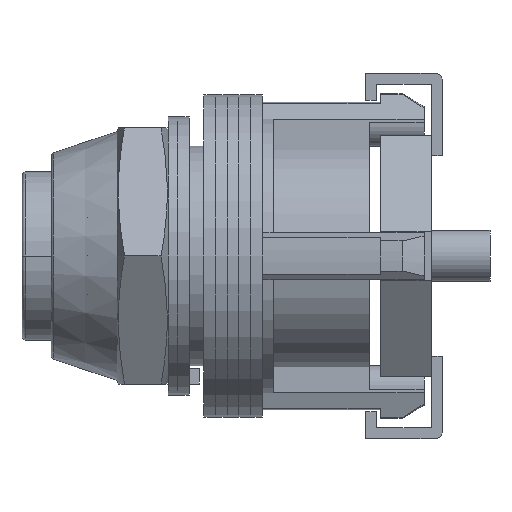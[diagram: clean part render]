
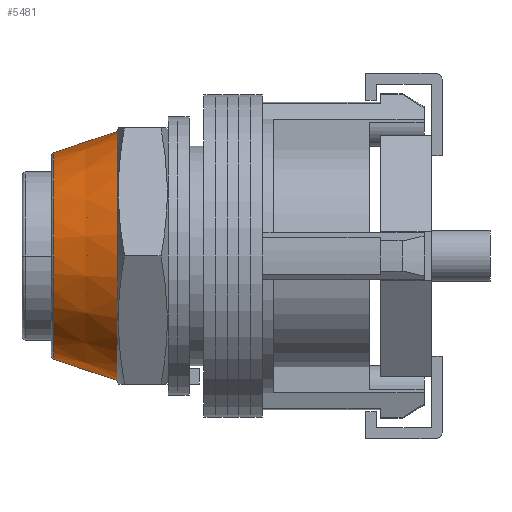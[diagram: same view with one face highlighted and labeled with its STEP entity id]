
A CAD part, left-side view. The second image highlights one B-rep face of the part: STEP entity #5481.
In plain terms, the highlighted conical face has half-angle 18.435 degrees and reference radius 17 mm.
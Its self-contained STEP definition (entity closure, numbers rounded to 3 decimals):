
#61 = DIRECTION ( 'NONE',  ( 0., 0., -1. ) ) ;
#254 = CARTESIAN_POINT ( 'NONE',  ( 0., 19.85, -17. ) ) ;
#422 = VERTEX_POINT ( 'NONE', #2330 ) ;
#683 = DIRECTION ( 'NONE',  ( 0., 0., -1. ) ) ;
#743 = CARTESIAN_POINT ( 'NONE',  ( 0., 28.508, -14.114 ) ) ;
#1139 = CARTESIAN_POINT ( 'NONE',  ( 0., 19.85, 0. ) ) ;
#1234 = EDGE_CURVE ( 'NONE', #5058, #4148, #4194, .T. ) ;
#1273 = EDGE_CURVE ( 'NONE', #4148, #422, #6546, .T. ) ;
#1287 = EDGE_CURVE ( 'NONE', #3478, #422, #6148, .T. ) ;
#1890 = AXIS2_PLACEMENT_3D ( 'NONE', #4749, #6795, #4650 ) ;
#1936 = FACE_OUTER_BOUND ( 'NONE', #3342, .T. ) ;
#1967 = ORIENTED_EDGE ( 'NONE', *, *, #6690, .T. ) ;
#2159 = VECTOR ( 'NONE', #2295, 1000. ) ;
#2241 = CARTESIAN_POINT ( 'NONE',  ( 0., 19.85, 0. ) ) ;
#2295 = DIRECTION ( 'NONE',  ( 0., -0.949, 0.316 ) ) ;
#2330 = CARTESIAN_POINT ( 'NONE',  ( 0., 19.85, -17. ) ) ;
#2868 = AXIS2_PLACEMENT_3D ( 'NONE', #1139, #5371, #61 ) ;
#3134 = VECTOR ( 'NONE', #3493, 1000. ) ;
#3280 = CARTESIAN_POINT ( 'NONE',  ( 0., 19.85, 17. ) ) ;
#3310 = DIRECTION ( 'NONE',  ( 0., -1., 0. ) ) ;
#3342 = EDGE_LOOP ( 'NONE', ( #4752, #1967, #3754, #3602 ) ) ;
#3478 = VERTEX_POINT ( 'NONE', #743 ) ;
#3493 = DIRECTION ( 'NONE',  ( 0., -0.949, -0.316 ) ) ;
#3602 = ORIENTED_EDGE ( 'NONE', *, *, #1273, .F. ) ;
#3754 = ORIENTED_EDGE ( 'NONE', *, *, #1287, .T. ) ;
#3977 = CONICAL_SURFACE ( 'NONE', #2868, 17., 0.322 ) ;
#4148 = VERTEX_POINT ( 'NONE', #4796 ) ;
#4194 = LINE ( 'NONE', #3280, #2159 ) ;
#4354 = CIRCLE ( 'NONE', #1890, 14.114 ) ;
#4650 = DIRECTION ( 'NONE',  ( 0., 0., 1. ) ) ;
#4749 = CARTESIAN_POINT ( 'NONE',  ( 0., 28.508, 0. ) ) ;
#4752 = ORIENTED_EDGE ( 'NONE', *, *, #1234, .F. ) ;
#4796 = CARTESIAN_POINT ( 'NONE',  ( 0., 19.85, 17. ) ) ;
#4993 = AXIS2_PLACEMENT_3D ( 'NONE', #2241, #3310, #683 ) ;
#5058 = VERTEX_POINT ( 'NONE', #5632 ) ;
#5371 = DIRECTION ( 'NONE',  ( 0., -1., 0. ) ) ;
#5481 = ADVANCED_FACE ( 'NONE', ( #1936 ), #3977, .T. ) ;
#5632 = CARTESIAN_POINT ( 'NONE',  ( 0., 28.508, 14.114 ) ) ;
#6148 = LINE ( 'NONE', #254, #3134 ) ;
#6546 = CIRCLE ( 'NONE', #4993, 17. ) ;
#6690 = EDGE_CURVE ( 'NONE', #5058, #3478, #4354, .T. ) ;
#6795 = DIRECTION ( 'NONE',  ( 0., -1., 0. ) ) ;
